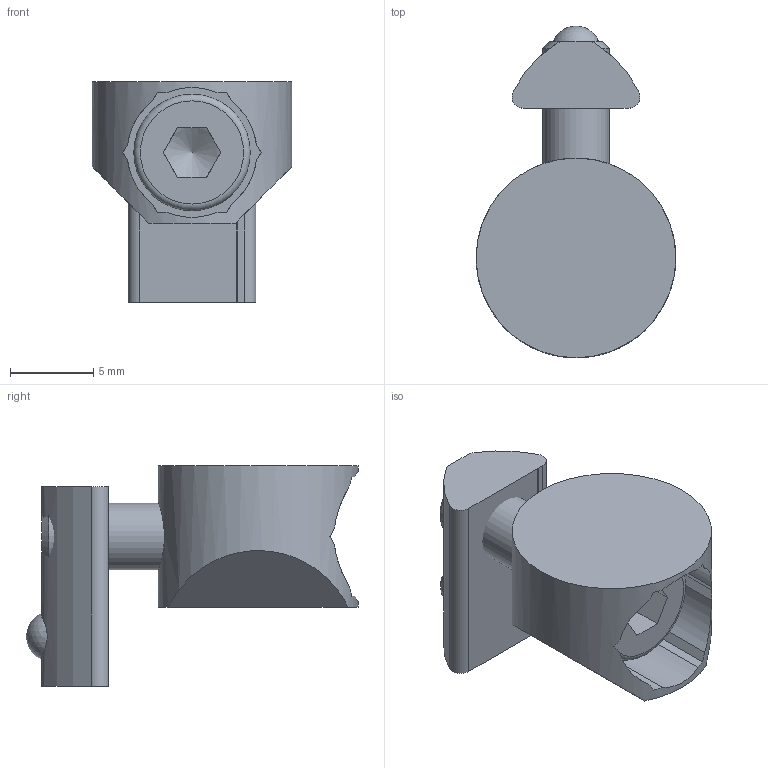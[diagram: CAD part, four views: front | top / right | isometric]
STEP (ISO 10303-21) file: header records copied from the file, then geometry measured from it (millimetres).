
FILE_DESCRIPTION(/* description */ ('KriTec Universalverbindungssatz Nut 5 Raster 20 ohne Lasche'),/* implementation_level */ '2;1');
FILE_NAME(/* name */ '13005_KriTec_Universalverbindungssatz_Nut_5_Raster_20_ohne_Lasche.stp',/* time_stamp */ '2020-03-17T12:22:50+01:00',/* author */ ('jendrek'),/* organization */ (''),/* preprocessor_version */ 'ST-DEVELOPER v17',/* originating_system */ 'Autodesk Inventor 2018',/* authorisation */ '');
FILE_SCHEMA (('AUTOMOTIVE_DESIGN { 1 0 10303 214 3 1 1 }'));
Length unit declared in the file: millimetre
Products named in the file (4): 13005; 11408; 11009; DIN 912 - M4 x 12
Assembly tree (3 placements, depth 2):
  13005
    11408
    11009
    DIN 912 - M4 x 12
Bounding box: 12 x 19.95 x 13.25 mm (x, y, z)
Volume: 1021.8 mm3; surface area: 1383.2 mm2
Topology: 3 solids, 4 shells, 67 faces, 182 edges, 124 vertices
Faces by surface type: plane 35, cylinder 26, sphere 2, torus 2, cone 2
Full cylindrical faces by diameter (mm): 3.242 x1, 4 x1, 4.1 x1, 7 x1, 12 x1
Entity records: 2523 total; most frequent: CARTESIAN_POINT 616, DIRECTION 370, ORIENTED_EDGE 362, EDGE_CURVE 181, AXIS2_PLACEMENT_3D 145, VERTEX_POINT 124, LINE 80, VECTOR 80
